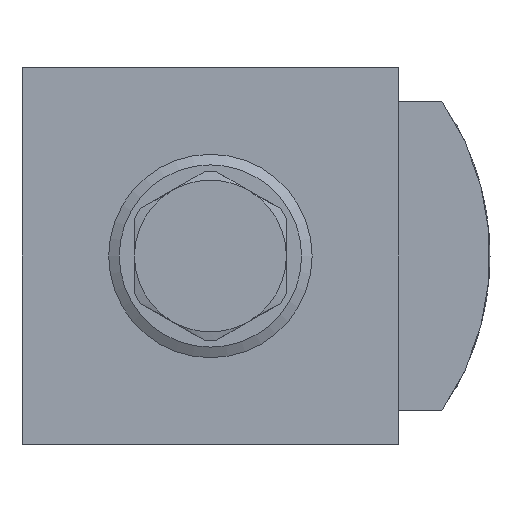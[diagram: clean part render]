
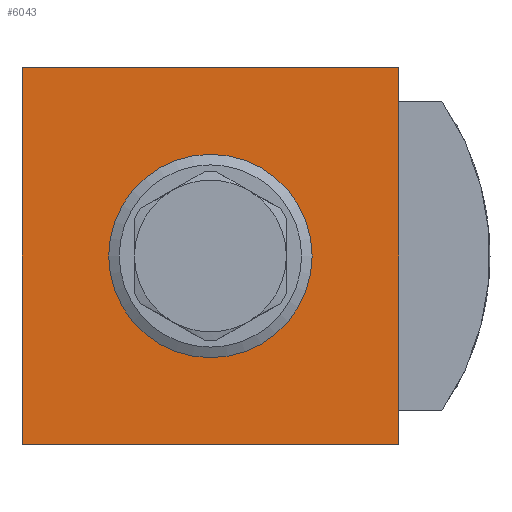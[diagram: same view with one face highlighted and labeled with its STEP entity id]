
A CAD part, front view. The second image highlights one B-rep face of the part: STEP entity #6043.
In plain terms, the highlighted planar face has unit normal (0, -1, 0).
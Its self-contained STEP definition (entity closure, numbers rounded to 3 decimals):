
#148=PLANE('',#6352);
#430=LINE('',#8239,#921);
#478=LINE('',#8376,#969);
#494=LINE('',#8406,#985);
#534=LINE('',#8497,#1025);
#921=VECTOR('',#6907,1000.);
#969=VECTOR('',#7005,1000.);
#985=VECTOR('',#7023,1000.);
#1025=VECTOR('',#7101,1000.);
#1269=CIRCLE('',#6353,16.732);
#1921=ORIENTED_EDGE('',*,*,#2984,.F.);
#1922=ORIENTED_EDGE('',*,*,#2880,.F.);
#1923=ORIENTED_EDGE('',*,*,#2816,.F.);
#1924=ORIENTED_EDGE('',*,*,#2896,.F.);
#1925=ORIENTED_EDGE('',*,*,#2945,.F.);
#2816=EDGE_CURVE('',#3398,#3399,#430,.T.);
#2880=EDGE_CURVE('',#3399,#3445,#478,.T.);
#2896=EDGE_CURVE('',#3457,#3398,#494,.T.);
#2945=EDGE_CURVE('',#3445,#3457,#534,.T.);
#2984=EDGE_CURVE('',#3512,#3512,#1269,.F.);
#3398=VERTEX_POINT('',#8238);
#3399=VERTEX_POINT('',#8240);
#3445=VERTEX_POINT('',#8377);
#3457=VERTEX_POINT('',#8405);
#3512=VERTEX_POINT('',#8577);
#3803=EDGE_LOOP('',(#1921));
#3804=EDGE_LOOP('',(#1922,#1923,#1924,#1925));
#4084=FACE_BOUND('',#3803,.T.);
#4085=FACE_BOUND('',#3804,.T.);
#6043=ADVANCED_FACE('',(#4084,#4085),#148,.F.);
#6352=AXIS2_PLACEMENT_3D('',#8575,#7183,#7184);
#6353=AXIS2_PLACEMENT_3D('',#8576,#7185,#7186);
#6907=DIRECTION('',(-1.,0.,0.));
#7005=DIRECTION('',(0.,0.,1.));
#7023=DIRECTION('',(0.,0.,-1.));
#7101=DIRECTION('',(1.,0.,0.));
#7183=DIRECTION('',(0.,1.,0.));
#7184=DIRECTION('',(0.,0.,1.));
#7185=DIRECTION('',(0.,1.,0.));
#7186=DIRECTION('',(0.,0.,1.));
#8238=CARTESIAN_POINT('',(31.,-45.,-31.));
#8239=CARTESIAN_POINT('',(31.,-45.,-31.));
#8240=CARTESIAN_POINT('',(-31.,-45.,-31.));
#8376=CARTESIAN_POINT('',(-31.,-45.,-31.));
#8377=CARTESIAN_POINT('',(-31.,-45.,31.));
#8405=CARTESIAN_POINT('',(31.,-45.,31.));
#8406=CARTESIAN_POINT('',(31.,-45.,31.));
#8497=CARTESIAN_POINT('',(-31.,-45.,31.));
#8575=CARTESIAN_POINT('',(0.,-45.,0.));
#8576=CARTESIAN_POINT('',(0.,-45.,0.));
#8577=CARTESIAN_POINT('',(0.,-45.,16.732));
